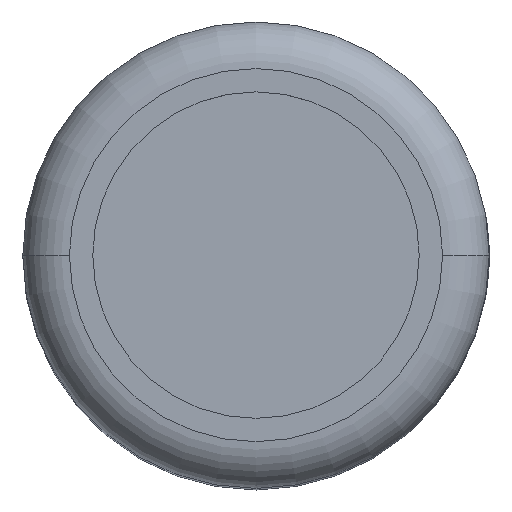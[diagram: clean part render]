
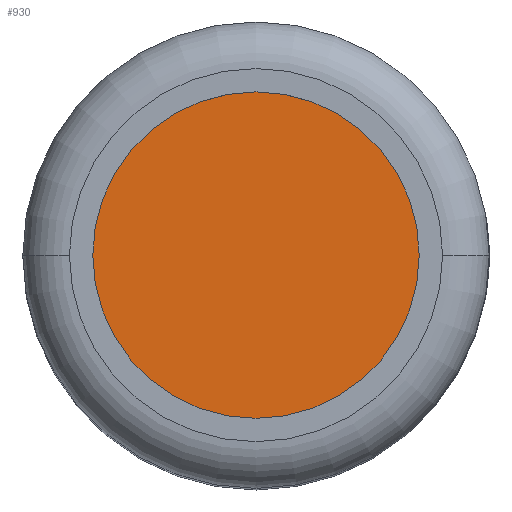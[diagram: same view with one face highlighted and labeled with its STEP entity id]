
A CAD part, top view. The second image highlights one B-rep face of the part: STEP entity #930.
In plain terms, the highlighted planar face has unit normal (0, 0, 1).
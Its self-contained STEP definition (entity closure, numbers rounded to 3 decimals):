
#850=CARTESIAN_POINT('',(1.75,0.,10.8));
#851=VERTEX_POINT('',#850);
#860=CARTESIAN_POINT('',(-1.75,0.,10.8));
#861=VERTEX_POINT('',#860);
#862=CARTESIAN_POINT('',(0.0,0.,10.8));
#863=DIRECTION('',(0.0,0.0,1.0));
#864=DIRECTION('',(1.0,0.0,0.0));
#865=AXIS2_PLACEMENT_3D('',#862,#863,#864);
#866=CIRCLE('',#865,1.75);
#867=EDGE_CURVE('',#861,#851,#866,.T.);
#901=CARTESIAN_POINT('',(0.0,0.,10.8));
#902=DIRECTION('',(0.0,0.0,1.0));
#903=DIRECTION('',(1.0,0.0,0.0));
#904=AXIS2_PLACEMENT_3D('',#901,#902,#903);
#905=CIRCLE('',#904,1.75);
#906=EDGE_CURVE('',#851,#861,#905,.T.);
#921=CARTESIAN_POINT('',(0.0,0.,10.8));
#922=DIRECTION('',(0.0,0.0,1.0));
#923=DIRECTION('',(1.0,0.0,0.0));
#924=AXIS2_PLACEMENT_3D('',#921,#922,#923);
#925=PLANE('',#924);
#926=ORIENTED_EDGE('',*,*,#906,.T.);
#927=ORIENTED_EDGE('',*,*,#867,.T.);
#928=EDGE_LOOP('',(#926,#927));
#929=FACE_OUTER_BOUND('',#928,.T.);
#930=ADVANCED_FACE('',(#929),#925,.T.);
